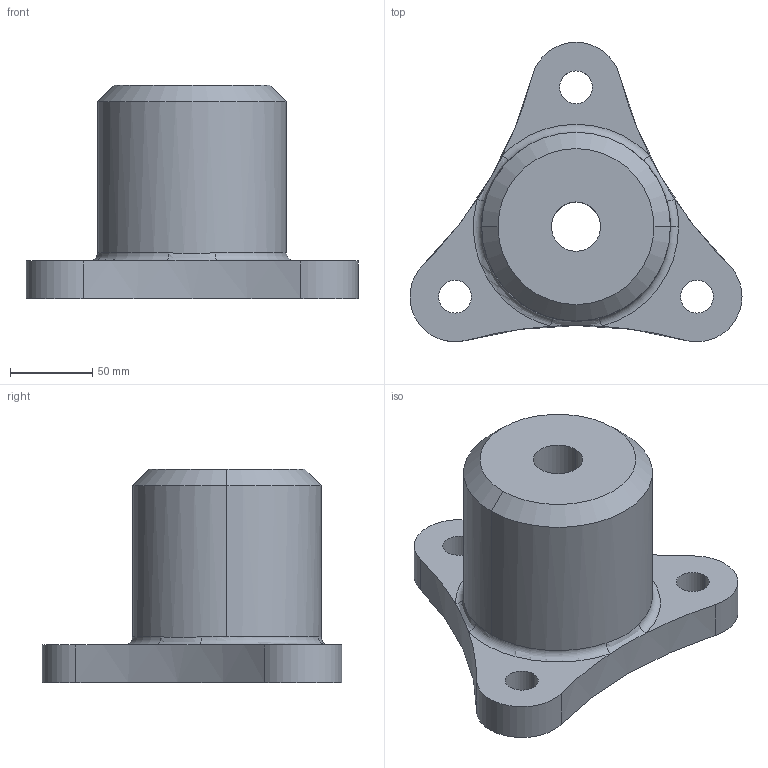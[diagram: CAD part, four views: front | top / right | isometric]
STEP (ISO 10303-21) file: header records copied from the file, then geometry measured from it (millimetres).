
FILE_DESCRIPTION (( 'STEP AP214' ), '1' );
FILE_NAME ('Ø30.STEP', '2023-10-17T16:26:42', ( '' ), ( '' ), 'SwSTEP 2.0', 'SolidWorks 2021', '' );
FILE_SCHEMA (( 'AUTOMOTIVE_DESIGN' ));
Length unit declared in the file: millimetre
Products named in the file (1): ﾘ30
Bounding box: 202.21 x 182.45 x 130 mm (x, y, z)
Volume: 1468361.7 mm3; surface area: 105449.3 mm2
Topology: 1 solids, 1 shells, 31 faces, 78 edges, 49 vertices
Faces by surface type: cylinder 17, plane 5, torus 4, bspline 3, cone 2
Entity records: 1222 total; most frequent: CARTESIAN_POINT 393, DIRECTION 189, ORIENTED_EDGE 156, AXIS2_PLACEMENT_3D 85, EDGE_CURVE 78, CIRCLE 56, VERTEX_POINT 49, EDGE_LOOP 39
